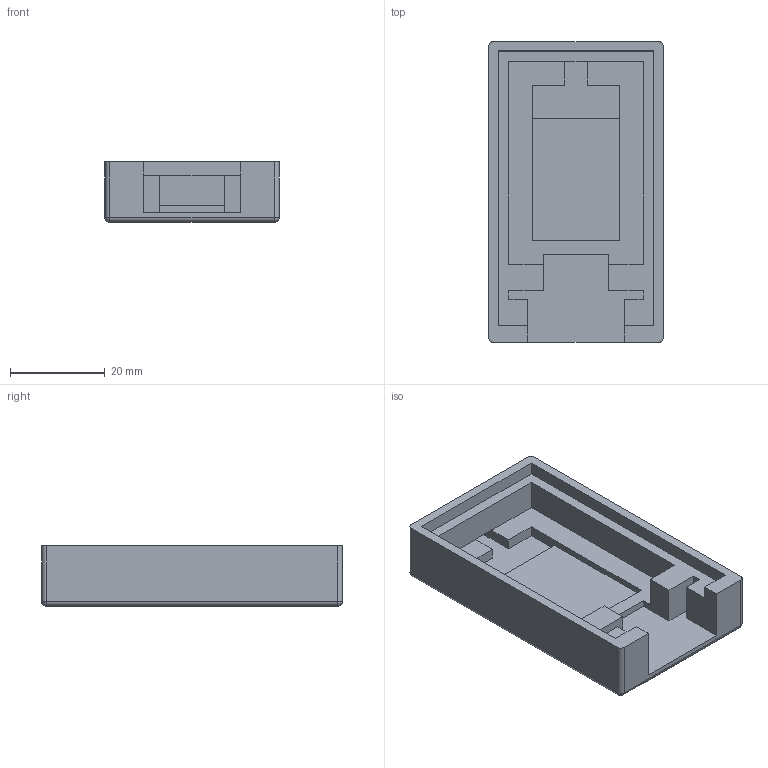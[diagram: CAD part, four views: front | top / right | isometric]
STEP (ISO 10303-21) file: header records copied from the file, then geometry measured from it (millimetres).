
FILE_DESCRIPTION(/* description */ (''),/* implementation_level */ '2;1');
FILE_NAME(/* name */ 'Box.step',/* time_stamp */ '2023-11-12T22:23:25Z',/* author */ (''),/* organization */ (''),/* preprocessor_version */ 'ST-DEVELOPER v20',/* originating_system */ 'Autodesk Translation Framework v12.14.0.127',/* authorisation */ '');
FILE_SCHEMA (('AUTOMOTIVE_DESIGN { 1 0 10303 214 3 1 1 }'));
Length unit declared in the file: millimetre
Products named in the file (1): MinimalRX_Case
Bounding box: 36.81 x 63.55 x 12.75 mm (x, y, z)
Volume: 12774.1 mm3; surface area: 8930.3 mm2
Topology: 1 solids, 1 shells, 53 faces, 144 edges, 92 vertices
Faces by surface type: plane 41, cylinder 8, sphere 4
Entity records: 1664 total; most frequent: CARTESIAN_POINT 290, ORIENTED_EDGE 288, DIRECTION 268, EDGE_CURVE 144, LINE 128, VECTOR 128, VERTEX_POINT 92, AXIS2_PLACEMENT_3D 70
